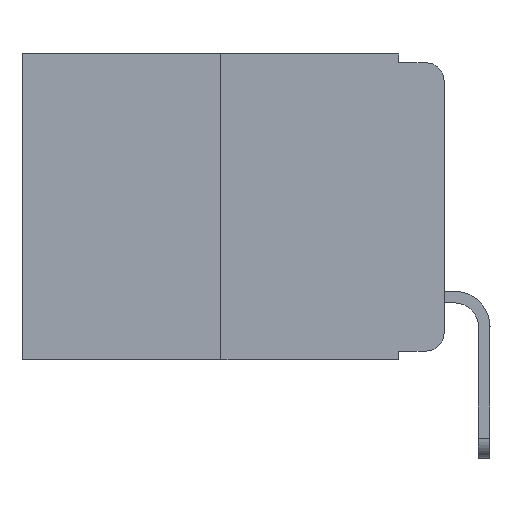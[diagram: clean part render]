
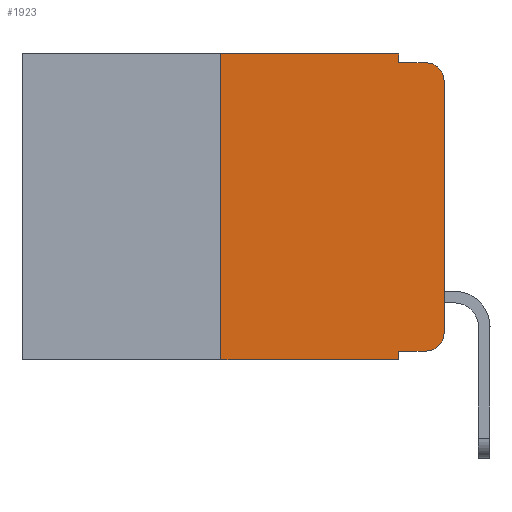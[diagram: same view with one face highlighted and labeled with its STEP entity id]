
A CAD part, left-side view. The second image highlights one B-rep face of the part: STEP entity #1923.
In plain terms, the highlighted planar face has unit normal (-1, 0, 0).
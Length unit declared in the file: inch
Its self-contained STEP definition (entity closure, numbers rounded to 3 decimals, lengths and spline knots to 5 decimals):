
#153 = CARTESIAN_POINT ( 'NONE',  ( 0., 0.02, -0.313 ) ) ;
#637 = DIRECTION ( 'NONE',  ( 0., 0., -1. ) ) ;
#967 = EDGE_CURVE ( 'NONE', #19932, #19643, #3441, .T. ) ;
#1028 = CIRCLE ( 'NONE', #5613, 0.02 ) ;
#1454 = CARTESIAN_POINT ( 'NONE',  ( 0., 0.051, 0. ) ) ;
#1555 = VECTOR ( 'NONE', #2595, 39.37008 ) ;
#1923 = ADVANCED_FACE ( 'NONE', ( #7070 ), #6779, .F. ) ;
#1943 = LINE ( 'NONE', #12332, #13692 ) ;
#1950 = CARTESIAN_POINT ( 'NONE',  ( 0., 0.051, -0.343 ) ) ;
#2140 = DIRECTION ( 'NONE',  ( 0., 0., -1. ) ) ;
#2378 = AXIS2_PLACEMENT_3D ( 'NONE', #153, #15411, #2140 ) ;
#2493 = VECTOR ( 'NONE', #14679, 39.37008 ) ;
#2510 = EDGE_CURVE ( 'NONE', #19643, #4918, #12345, .T. ) ;
#2595 = DIRECTION ( 'NONE',  ( 0., 0., -1. ) ) ;
#2743 = LINE ( 'NONE', #20372, #2493 ) ;
#2799 = CARTESIAN_POINT ( 'NONE',  ( 0., 0.473, 0. ) ) ;
#3304 = CARTESIAN_POINT ( 'NONE',  ( 0., 0.25, 0. ) ) ;
#3441 = CIRCLE ( 'NONE', #2378, 0.02 ) ;
#3855 = DIRECTION ( 'NONE',  ( 0., 0., -1. ) ) ;
#4237 = EDGE_CURVE ( 'NONE', #10311, #12629, #17747, .T. ) ;
#4399 = ORIENTED_EDGE ( 'NONE', *, *, #4685, .F. ) ;
#4685 = EDGE_CURVE ( 'NONE', #7077, #14553, #14832, .T. ) ;
#4918 = VERTEX_POINT ( 'NONE', #5312 ) ;
#5088 = CARTESIAN_POINT ( 'NONE',  ( 0., 0.473, 0. ) ) ;
#5089 = ORIENTED_EDGE ( 'NONE', *, *, #4237, .F. ) ;
#5276 = CARTESIAN_POINT ( 'NONE',  ( 0., 0.25, -0.343 ) ) ;
#5312 = CARTESIAN_POINT ( 'NONE',  ( 0., 0., -0.03 ) ) ;
#5613 = AXIS2_PLACEMENT_3D ( 'NONE', #5842, #12582, #637 ) ;
#5824 = CARTESIAN_POINT ( 'NONE',  ( 0., 0., 0. ) ) ;
#5842 = CARTESIAN_POINT ( 'NONE',  ( 0., 0.02, -0.03 ) ) ;
#5856 = ORIENTED_EDGE ( 'NONE', *, *, #21093, .F. ) ;
#6113 = ORIENTED_EDGE ( 'NONE', *, *, #13503, .T. ) ;
#6779 = PLANE ( 'NONE',  #8485 ) ;
#7070 = FACE_OUTER_BOUND ( 'NONE', #21641, .T. ) ;
#7077 = VERTEX_POINT ( 'NONE', #3304 ) ;
#7417 = CARTESIAN_POINT ( 'NONE',  ( 0., 0., -0.313 ) ) ;
#7744 = ORIENTED_EDGE ( 'NONE', *, *, #11594, .F. ) ;
#8029 = ORIENTED_EDGE ( 'NONE', *, *, #2510, .T. ) ;
#8262 = ORIENTED_EDGE ( 'NONE', *, *, #967, .T. ) ;
#8485 = AXIS2_PLACEMENT_3D ( 'NONE', #5088, #11831, #3855 ) ;
#9021 = ORIENTED_EDGE ( 'NONE', *, *, #18828, .T. ) ;
#9256 = DIRECTION ( 'NONE',  ( 0., -1., 0. ) ) ;
#9751 = VECTOR ( 'NONE', #15062, 39.37008 ) ;
#10311 = VERTEX_POINT ( 'NONE', #12969 ) ;
#10566 = VERTEX_POINT ( 'NONE', #19016 ) ;
#10996 = VECTOR ( 'NONE', #11533, 39.37008 ) ;
#11533 = DIRECTION ( 'NONE',  ( 0., 0., 1. ) ) ;
#11594 = EDGE_CURVE ( 'NONE', #14553, #14596, #13188, .T. ) ;
#11831 = DIRECTION ( 'NONE',  ( 1., 0., 0. ) ) ;
#12332 = CARTESIAN_POINT ( 'NONE',  ( 0., 0.051, -0.01 ) ) ;
#12345 = LINE ( 'NONE', #5824, #19659 ) ;
#12569 = CARTESIAN_POINT ( 'NONE',  ( 0., 0.473, -0.343 ) ) ;
#12582 = DIRECTION ( 'NONE',  ( -1., 0., 0. ) ) ;
#12629 = VERTEX_POINT ( 'NONE', #1950 ) ;
#12652 = VERTEX_POINT ( 'NONE', #5276 ) ;
#12969 = CARTESIAN_POINT ( 'NONE',  ( 0., 0.051, -0.333 ) ) ;
#13188 = LINE ( 'NONE', #15173, #9751 ) ;
#13503 = EDGE_CURVE ( 'NONE', #12652, #12629, #17548, .T. ) ;
#13692 = VECTOR ( 'NONE', #17421, 39.37008 ) ;
#13856 = EDGE_CURVE ( 'NONE', #14596, #10566, #1943, .T. ) ;
#13866 = ORIENTED_EDGE ( 'NONE', *, *, #13856, .F. ) ;
#14553 = VERTEX_POINT ( 'NONE', #1454 ) ;
#14596 = VERTEX_POINT ( 'NONE', #15713 ) ;
#14679 = DIRECTION ( 'NONE',  ( 0., -1., 0. ) ) ;
#14832 = LINE ( 'NONE', #2799, #15014 ) ;
#15014 = VECTOR ( 'NONE', #18155, 39.37008 ) ;
#15062 = DIRECTION ( 'NONE',  ( 0., 0., -1. ) ) ;
#15071 = CARTESIAN_POINT ( 'NONE',  ( 0., 0.25, 0. ) ) ;
#15173 = CARTESIAN_POINT ( 'NONE',  ( 0., 0.051, 0. ) ) ;
#15411 = DIRECTION ( 'NONE',  ( -1., 0., 0. ) ) ;
#15713 = CARTESIAN_POINT ( 'NONE',  ( 0., 0.051, -0.01 ) ) ;
#15965 = VECTOR ( 'NONE', #9256, 39.37008 ) ;
#16615 = LINE ( 'NONE', #15071, #10996 ) ;
#16722 = ORIENTED_EDGE ( 'NONE', *, *, #16950, .T. ) ;
#16950 = EDGE_CURVE ( 'NONE', #10311, #19932, #2743, .T. ) ;
#17421 = DIRECTION ( 'NONE',  ( 0., -1., 0. ) ) ;
#17548 = LINE ( 'NONE', #12569, #15965 ) ;
#17747 = LINE ( 'NONE', #20835, #1555 ) ;
#18155 = DIRECTION ( 'NONE',  ( 0., -1., 0. ) ) ;
#18828 = EDGE_CURVE ( 'NONE', #4918, #10566, #1028, .T. ) ;
#19016 = CARTESIAN_POINT ( 'NONE',  ( 0., 0.02, -0.01 ) ) ;
#19296 = DIRECTION ( 'NONE',  ( 0., 0., 1. ) ) ;
#19643 = VERTEX_POINT ( 'NONE', #7417 ) ;
#19659 = VECTOR ( 'NONE', #19296, 39.37008 ) ;
#19932 = VERTEX_POINT ( 'NONE', #20333 ) ;
#20333 = CARTESIAN_POINT ( 'NONE',  ( 0., 0.02, -0.333 ) ) ;
#20372 = CARTESIAN_POINT ( 'NONE',  ( 0., 0.051, -0.333 ) ) ;
#20835 = CARTESIAN_POINT ( 'NONE',  ( 0., 0.051, 0. ) ) ;
#21093 = EDGE_CURVE ( 'NONE', #12652, #7077, #16615, .T. ) ;
#21641 = EDGE_LOOP ( 'NONE', ( #8029, #9021, #13866, #7744, #4399, #5856, #6113, #5089, #16722, #8262 ) ) ;
